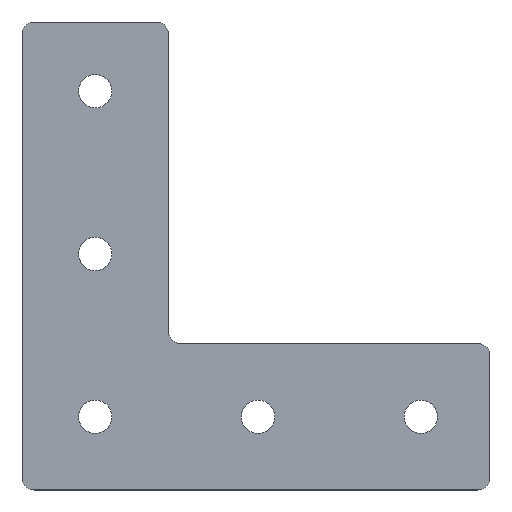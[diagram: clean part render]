
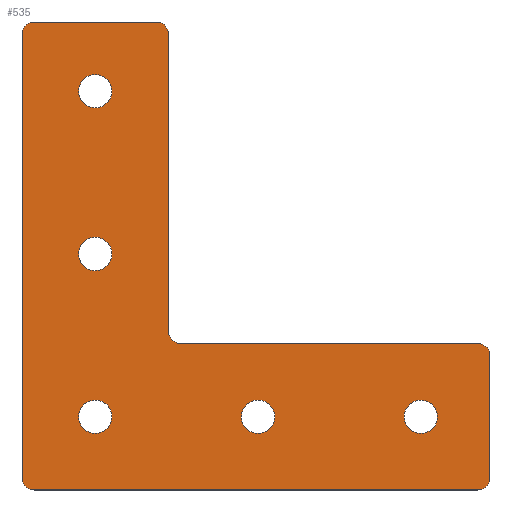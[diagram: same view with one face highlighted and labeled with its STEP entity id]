
A CAD part, top view. The second image highlights one B-rep face of the part: STEP entity #535.
In plain terms, the highlighted planar face has unit normal (0, 0, 1).
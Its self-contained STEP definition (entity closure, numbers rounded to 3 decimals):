
#1 = ORIENTED_EDGE ( 'NONE', *, *, #676, .F. ) ;
#4 = AXIS2_PLACEMENT_3D ( 'NONE', #648, #384, #292 ) ;
#11 = DIRECTION ( 'NONE',  ( 0., 0., 1. ) ) ;
#14 = CARTESIAN_POINT ( 'NONE',  ( 0., 0., 3. ) ) ;
#18 = VERTEX_POINT ( 'NONE', #70 ) ;
#26 = CARTESIAN_POINT ( 'NONE',  ( 3., 112., 3. ) ) ;
#33 = CARTESIAN_POINT ( 'NONE',  ( 36., 36., 3. ) ) ;
#34 = ORIENTED_EDGE ( 'NONE', *, *, #122, .F. ) ;
#38 = CARTESIAN_POINT ( 'NONE',  ( 115., 33., 3. ) ) ;
#40 = CIRCLE ( 'NONE', #435, 4.1 ) ;
#47 = DIRECTION ( 'NONE',  ( 1., 0., 0. ) ) ;
#50 = LINE ( 'NONE', #520, #317 ) ;
#53 = DIRECTION ( 'NONE',  ( 0., 0., -1. ) ) ;
#56 = CARTESIAN_POINT ( 'NONE',  ( 18., 58., 3. ) ) ;
#57 = EDGE_CURVE ( 'NONE', #212, #174, #283, .T. ) ;
#58 = CARTESIAN_POINT ( 'NONE',  ( 0., 0., 3. ) ) ;
#62 = ORIENTED_EDGE ( 'NONE', *, *, #219, .F. ) ;
#70 = CARTESIAN_POINT ( 'NONE',  ( 3., 115., 3. ) ) ;
#80 = VERTEX_POINT ( 'NONE', #300 ) ;
#99 = CARTESIAN_POINT ( 'NONE',  ( 18., 98., 3. ) ) ;
#100 = EDGE_LOOP ( 'NONE', ( #397 ) ) ;
#104 = VERTEX_POINT ( 'NONE', #549 ) ;
#106 = ORIENTED_EDGE ( 'NONE', *, *, #481, .T. ) ;
#107 = CIRCLE ( 'NONE', #454, 3. ) ;
#108 = CARTESIAN_POINT ( 'NONE',  ( 36., 115., 3. ) ) ;
#111 = FACE_OUTER_BOUND ( 'NONE', #521, .T. ) ;
#113 = CARTESIAN_POINT ( 'NONE',  ( 112., 33., 3. ) ) ;
#122 = EDGE_CURVE ( 'NONE', #345, #345, #379, .T. ) ;
#136 = VERTEX_POINT ( 'NONE', #605 ) ;
#153 = VERTEX_POINT ( 'NONE', #663 ) ;
#156 = VECTOR ( 'NONE', #354, 1000. ) ;
#165 = VERTEX_POINT ( 'NONE', #407 ) ;
#168 = DIRECTION ( 'NONE',  ( -1., 0., 0. ) ) ;
#170 = CIRCLE ( 'NONE', #438, 4.1 ) ;
#174 = VERTEX_POINT ( 'NONE', #615 ) ;
#182 = LINE ( 'NONE', #565, #427 ) ;
#184 = CARTESIAN_POINT ( 'NONE',  ( 58., 18., 3. ) ) ;
#192 = DIRECTION ( 'NONE',  ( 0., 0., 1. ) ) ;
#195 = CARTESIAN_POINT ( 'NONE',  ( 102.1, 18., 3. ) ) ;
#196 = DIRECTION ( 'NONE',  ( 1., 0., 0. ) ) ;
#210 = CARTESIAN_POINT ( 'NONE',  ( 39., 36., 3. ) ) ;
#212 = VERTEX_POINT ( 'NONE', #458 ) ;
#219 = EDGE_CURVE ( 'NONE', #558, #558, #40, .T. ) ;
#220 = DIRECTION ( 'NONE',  ( -1., 0., 0. ) ) ;
#228 = VERTEX_POINT ( 'NONE', #652 ) ;
#229 = DIRECTION ( 'NONE',  ( -1., 0., 0. ) ) ;
#233 = LINE ( 'NONE', #603, #156 ) ;
#235 = AXIS2_PLACEMENT_3D ( 'NONE', #184, #192, #353 ) ;
#238 = AXIS2_PLACEMENT_3D ( 'NONE', #644, #53, #220 ) ;
#245 = EDGE_CURVE ( 'NONE', #174, #18, #182, .T. ) ;
#262 = AXIS2_PLACEMENT_3D ( 'NONE', #377, #11, #229 ) ;
#269 = ORIENTED_EDGE ( 'NONE', *, *, #651, .T. ) ;
#270 = ORIENTED_EDGE ( 'NONE', *, *, #57, .T. ) ;
#271 = DIRECTION ( 'NONE',  ( 1., 0., 0. ) ) ;
#279 = DIRECTION ( 'NONE',  ( 0., 0., 1. ) ) ;
#280 = EDGE_CURVE ( 'NONE', #410, #462, #233, .T. ) ;
#281 = DIRECTION ( 'NONE',  ( 0., -1., 0. ) ) ;
#283 = CIRCLE ( 'NONE', #4, 3. ) ;
#291 = AXIS2_PLACEMENT_3D ( 'NONE', #113, #683, #430 ) ;
#292 = DIRECTION ( 'NONE',  ( -1., 0., 0. ) ) ;
#300 = CARTESIAN_POINT ( 'NONE',  ( 62.1, 18., 3. ) ) ;
#302 = DIRECTION ( 'NONE',  ( 0., 0., 1. ) ) ;
#308 = CARTESIAN_POINT ( 'NONE',  ( 115., 3., 3. ) ) ;
#309 = VERTEX_POINT ( 'NONE', #210 ) ;
#313 = DIRECTION ( 'NONE',  ( 0., 0., 1. ) ) ;
#317 = VECTOR ( 'NONE', #47, 1000. ) ;
#325 = FACE_BOUND ( 'NONE', #530, .T. ) ;
#331 = DIRECTION ( 'NONE',  ( 1., 0., 0. ) ) ;
#334 = DIRECTION ( 'NONE',  ( 0., 1., 0. ) ) ;
#337 = VECTOR ( 'NONE', #414, 1000. ) ;
#338 = CARTESIAN_POINT ( 'NONE',  ( 3., 0., 3. ) ) ;
#344 = EDGE_CURVE ( 'NONE', #355, #355, #512, .T. ) ;
#345 = VERTEX_POINT ( 'NONE', #658 ) ;
#350 = CARTESIAN_POINT ( 'NONE',  ( 36., 39., 3. ) ) ;
#352 = CARTESIAN_POINT ( 'NONE',  ( 98., 18., 3. ) ) ;
#353 = DIRECTION ( 'NONE',  ( 1., 0., 0. ) ) ;
#354 = DIRECTION ( 'NONE',  ( 0., 1., 0. ) ) ;
#355 = VERTEX_POINT ( 'NONE', #548 ) ;
#357 = EDGE_CURVE ( 'NONE', #641, #228, #50, .T. ) ;
#359 = CIRCLE ( 'NONE', #235, 4.1 ) ;
#361 = ORIENTED_EDGE ( 'NONE', *, *, #406, .T. ) ;
#364 = EDGE_LOOP ( 'NONE', ( #670 ) ) ;
#377 = CARTESIAN_POINT ( 'NONE',  ( 112., 3., 3. ) ) ;
#379 = CIRCLE ( 'NONE', #487, 4.1 ) ;
#381 = CIRCLE ( 'NONE', #262, 3. ) ;
#382 = FACE_BOUND ( 'NONE', #654, .T. ) ;
#384 = DIRECTION ( 'NONE',  ( 0., 0., 1. ) ) ;
#393 = AXIS2_PLACEMENT_3D ( 'NONE', #673, #582, #569 ) ;
#397 = ORIENTED_EDGE ( 'NONE', *, *, #537, .F. ) ;
#398 = DIRECTION ( 'NONE',  ( -1., 0., 0. ) ) ;
#400 = DIRECTION ( 'NONE',  ( -1., 0., 0. ) ) ;
#406 = EDGE_CURVE ( 'NONE', #165, #641, #660, .T. ) ;
#407 = CARTESIAN_POINT ( 'NONE',  ( 0., 3., 3. ) ) ;
#410 = VERTEX_POINT ( 'NONE', #308 ) ;
#414 = DIRECTION ( 'NONE',  ( -1., 0., 0. ) ) ;
#427 = VECTOR ( 'NONE', #398, 1000. ) ;
#430 = DIRECTION ( 'NONE',  ( -1., 0., 0. ) ) ;
#433 = PLANE ( 'NONE',  #470 ) ;
#435 = AXIS2_PLACEMENT_3D ( 'NONE', #352, #662, #196 ) ;
#438 = AXIS2_PLACEMENT_3D ( 'NONE', #493, #532, #331 ) ;
#440 = FACE_BOUND ( 'NONE', #100, .T. ) ;
#442 = ORIENTED_EDGE ( 'NONE', *, *, #445, .T. ) ;
#443 = FACE_BOUND ( 'NONE', #364, .T. ) ;
#445 = EDGE_CURVE ( 'NONE', #104, #309, #515, .T. ) ;
#454 = AXIS2_PLACEMENT_3D ( 'NONE', #26, #302, #400 ) ;
#458 = CARTESIAN_POINT ( 'NONE',  ( 36., 112., 3. ) ) ;
#462 = VERTEX_POINT ( 'NONE', #38 ) ;
#470 = AXIS2_PLACEMENT_3D ( 'NONE', #14, #647, #168 ) ;
#475 = ORIENTED_EDGE ( 'NONE', *, *, #626, .T. ) ;
#481 = EDGE_CURVE ( 'NONE', #650, #212, #536, .T. ) ;
#487 = AXIS2_PLACEMENT_3D ( 'NONE', #56, #279, #509 ) ;
#490 = LINE ( 'NONE', #58, #502 ) ;
#493 = CARTESIAN_POINT ( 'NONE',  ( 18., 18., 3. ) ) ;
#502 = VECTOR ( 'NONE', #281, 1000. ) ;
#509 = DIRECTION ( 'NONE',  ( 1., 0., 0. ) ) ;
#512 = CIRCLE ( 'NONE', #522, 4.1 ) ;
#515 = LINE ( 'NONE', #33, #337 ) ;
#518 = ORIENTED_EDGE ( 'NONE', *, *, #567, .T. ) ;
#520 = CARTESIAN_POINT ( 'NONE',  ( 115., 0., 3. ) ) ;
#521 = EDGE_LOOP ( 'NONE', ( #562, #475, #570, #566, #442, #542, #106, #270, #538, #269, #518, #361 ) ) ;
#522 = AXIS2_PLACEMENT_3D ( 'NONE', #99, #313, #271 ) ;
#530 = EDGE_LOOP ( 'NONE', ( #34 ) ) ;
#532 = DIRECTION ( 'NONE',  ( 0., 0., 1. ) ) ;
#535 = ADVANCED_FACE ( 'NONE', ( #443, #325, #440, #382, #591, #111 ), #433, .F. ) ;
#536 = LINE ( 'NONE', #108, #636 ) ;
#537 = EDGE_CURVE ( 'NONE', #136, #136, #170, .T. ) ;
#538 = ORIENTED_EDGE ( 'NONE', *, *, #245, .T. ) ;
#542 = ORIENTED_EDGE ( 'NONE', *, *, #554, .T. ) ;
#548 = CARTESIAN_POINT ( 'NONE',  ( 22.1, 98., 3. ) ) ;
#549 = CARTESIAN_POINT ( 'NONE',  ( 112., 36., 3. ) ) ;
#554 = EDGE_CURVE ( 'NONE', #309, #650, #613, .T. ) ;
#558 = VERTEX_POINT ( 'NONE', #195 ) ;
#562 = ORIENTED_EDGE ( 'NONE', *, *, #357, .T. ) ;
#565 = CARTESIAN_POINT ( 'NONE',  ( 0., 115., 3. ) ) ;
#566 = ORIENTED_EDGE ( 'NONE', *, *, #611, .T. ) ;
#567 = EDGE_CURVE ( 'NONE', #153, #165, #490, .T. ) ;
#569 = DIRECTION ( 'NONE',  ( -1., 0., 0. ) ) ;
#570 = ORIENTED_EDGE ( 'NONE', *, *, #280, .T. ) ;
#580 = CIRCLE ( 'NONE', #291, 3. ) ;
#582 = DIRECTION ( 'NONE',  ( 0., 0., 1. ) ) ;
#591 = FACE_BOUND ( 'NONE', #682, .T. ) ;
#603 = CARTESIAN_POINT ( 'NONE',  ( 115., 36., 3. ) ) ;
#605 = CARTESIAN_POINT ( 'NONE',  ( 22.1, 18., 3. ) ) ;
#611 = EDGE_CURVE ( 'NONE', #462, #104, #580, .T. ) ;
#613 = CIRCLE ( 'NONE', #238, 3. ) ;
#615 = CARTESIAN_POINT ( 'NONE',  ( 33., 115., 3. ) ) ;
#626 = EDGE_CURVE ( 'NONE', #228, #410, #381, .T. ) ;
#636 = VECTOR ( 'NONE', #334, 1000. ) ;
#641 = VERTEX_POINT ( 'NONE', #338 ) ;
#644 = CARTESIAN_POINT ( 'NONE',  ( 39., 39., 3. ) ) ;
#647 = DIRECTION ( 'NONE',  ( 0., 0., -1. ) ) ;
#648 = CARTESIAN_POINT ( 'NONE',  ( 33., 112., 3. ) ) ;
#650 = VERTEX_POINT ( 'NONE', #350 ) ;
#651 = EDGE_CURVE ( 'NONE', #18, #153, #107, .T. ) ;
#652 = CARTESIAN_POINT ( 'NONE',  ( 112., 0., 3. ) ) ;
#654 = EDGE_LOOP ( 'NONE', ( #1 ) ) ;
#658 = CARTESIAN_POINT ( 'NONE',  ( 22.1, 58., 3. ) ) ;
#660 = CIRCLE ( 'NONE', #393, 3. ) ;
#662 = DIRECTION ( 'NONE',  ( 0., 0., 1. ) ) ;
#663 = CARTESIAN_POINT ( 'NONE',  ( 0., 112., 3. ) ) ;
#670 = ORIENTED_EDGE ( 'NONE', *, *, #344, .F. ) ;
#673 = CARTESIAN_POINT ( 'NONE',  ( 3., 3., 3. ) ) ;
#676 = EDGE_CURVE ( 'NONE', #80, #80, #359, .T. ) ;
#682 = EDGE_LOOP ( 'NONE', ( #62 ) ) ;
#683 = DIRECTION ( 'NONE',  ( 0., 0., 1. ) ) ;
